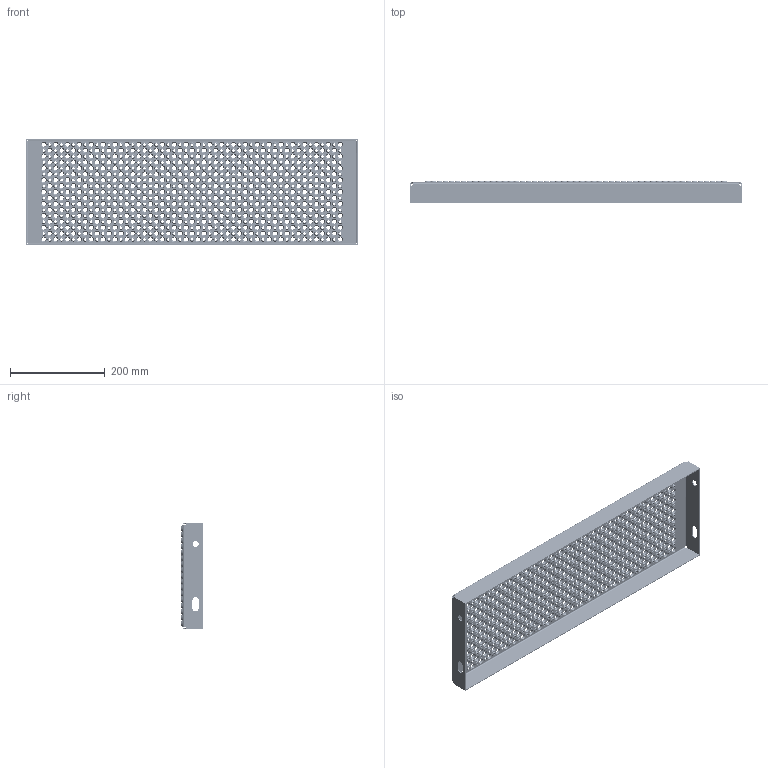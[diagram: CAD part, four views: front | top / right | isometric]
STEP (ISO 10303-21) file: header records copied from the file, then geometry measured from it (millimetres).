
FILE_DESCRIPTION (( 'STEP AP203' ), '1' );
FILE_NAME ('21045_PcP RUSTFRI TRIN_O2_225x700X45mm_M_OPTRÆK.STEP', '2014-02-18T07:53:20', ( '' ), ( '' ), 'SwSTEP 2.0', 'SolidWorks 2013', '' );
FILE_SCHEMA (( 'CONFIG_CONTROL_DESIGN' ));
Products named in the file (1): 21045_PcP RUSTFRI TRIN_O2_225x700X45mm_M_OPTRÆK
Bounding box: 700 x 45 x 225 mm (x, y, z)
Volume: 458376.4 mm3; surface area: 488768.1 mm2
Topology: 1 solids, 1 shells, 6131 faces, 14020 edges, 8758 vertices
Faces by surface type: cone 3468, cylinder 1762, plane 893, bspline 8
Entity records: 179221 total; most frequent: DIRECTION 34946, CARTESIAN_POINT 29502, ORIENTED_EDGE 28040, AXIS2_PLACEMENT_3D 14834, EDGE_CURVE 14020, VERTEX_POINT 8758, EDGE_LOOP 8740, CIRCLE 8710
